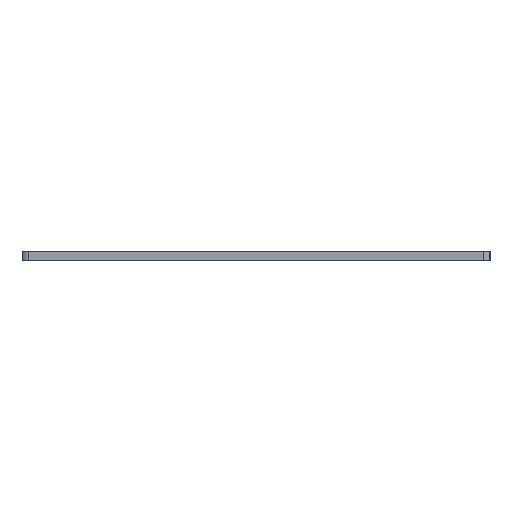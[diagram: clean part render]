
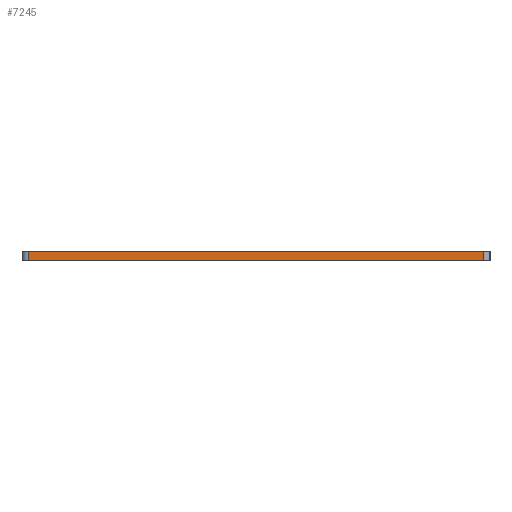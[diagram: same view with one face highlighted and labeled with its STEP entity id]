
A CAD part, left-side view. The second image highlights one B-rep face of the part: STEP entity #7245.
In plain terms, the highlighted planar face has unit normal (-1, 0, 0).
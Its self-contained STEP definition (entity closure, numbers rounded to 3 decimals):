
#273=PLANE('',#7958);
#628=FACE_OUTER_BOUND('',#983,.T.);
#983=EDGE_LOOP('',(#6011,#6012,#6013,#6014));
#1760=LINE('',#12146,#2475);
#1776=LINE('',#12191,#2491);
#1777=LINE('',#12193,#2492);
#1778=LINE('',#12194,#2493);
#2475=VECTOR('',#10023,10.);
#2491=VECTOR('',#10067,10.);
#2492=VECTOR('',#10070,10.);
#2493=VECTOR('',#10071,10.);
#3527=VERTEX_POINT('',#12143);
#3528=VERTEX_POINT('',#12145);
#3542=VERTEX_POINT('',#12187);
#3543=VERTEX_POINT('',#12189);
#4577=EDGE_CURVE('',#3527,#3528,#1760,.T.);
#4600=EDGE_CURVE('',#3542,#3543,#1776,.T.);
#4601=EDGE_CURVE('',#3527,#3542,#1777,.T.);
#4602=EDGE_CURVE('',#3528,#3543,#1778,.T.);
#6011=ORIENTED_EDGE('',*,*,#4601,.T.);
#6012=ORIENTED_EDGE('',*,*,#4600,.T.);
#6013=ORIENTED_EDGE('',*,*,#4602,.F.);
#6014=ORIENTED_EDGE('',*,*,#4577,.F.);
#7245=ADVANCED_FACE('',(#628),#273,.T.);
#7958=AXIS2_PLACEMENT_3D('',#12192,#10068,#10069);
#10023=DIRECTION('',(0.,0.,1.));
#10067=DIRECTION('',(0.,0.,1.));
#10068=DIRECTION('center_axis',(-1.,0.,0.));
#10069=DIRECTION('ref_axis',(0.,-1.,0.));
#10070=DIRECTION('',(0.,-1.,0.));
#10071=DIRECTION('',(0.,-1.,0.));
#12143=CARTESIAN_POINT('',(55.563,-40.688,1.6));
#12145=CARTESIAN_POINT('',(55.563,-40.688,3.1));
#12146=CARTESIAN_POINT('',(55.563,-40.688,1.6));
#12187=CARTESIAN_POINT('',(55.563,-114.887,1.6));
#12189=CARTESIAN_POINT('',(55.563,-114.887,3.1));
#12191=CARTESIAN_POINT('',(55.563,-114.887,1.6));
#12192=CARTESIAN_POINT('Origin',(55.563,-40.688,1.6));
#12193=CARTESIAN_POINT('',(55.563,-41.275,1.6));
#12194=CARTESIAN_POINT('',(55.563,-41.275,3.1));
